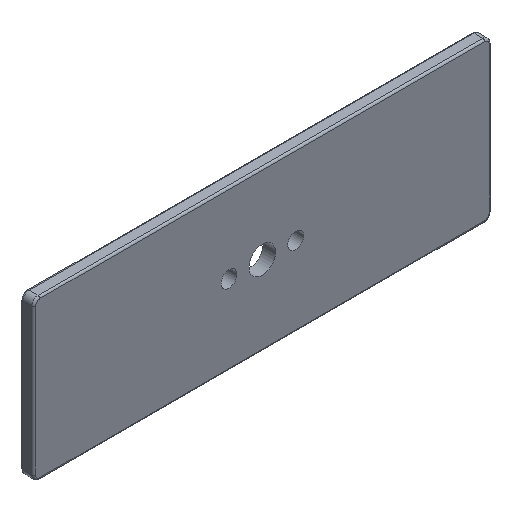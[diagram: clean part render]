
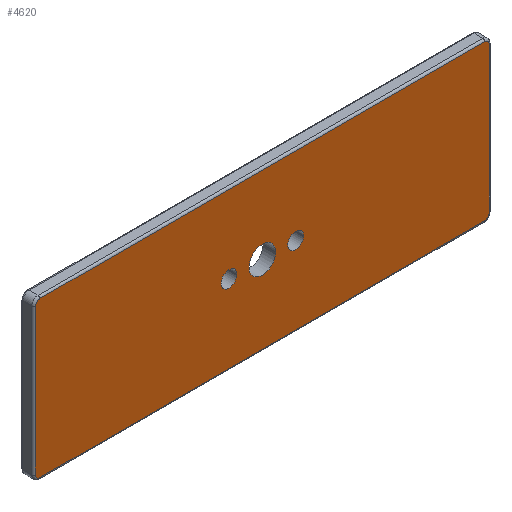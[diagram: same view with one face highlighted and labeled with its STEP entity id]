
A CAD part, isometric view. The second image highlights one B-rep face of the part: STEP entity #4620.
In plain terms, the highlighted planar face has unit normal (0, -1, 0).
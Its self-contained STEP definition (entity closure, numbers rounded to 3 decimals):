
#1310=CARTESIAN_POINT('',(6508.5,419.,270.));
#1320=VERTEX_POINT('',#1310);
#1350=CARTESIAN_POINT('',(6507.25,419.,270.));
#1360=DIRECTION('',(0.,-1.,0.));
#1370=DIRECTION('',(1.,0.,0.));
#1380=AXIS2_PLACEMENT_3D('',#1350,#1360,#1370);
#1390=CIRCLE('',#1380,1.25);
#1400=CARTESIAN_POINT('',(6506.,419.,270.));
#1410=VERTEX_POINT('',#1400);
#1420=EDGE_CURVE('',#1410,#1320,#1390,.T.);
#3470=EDGE_CURVE('',#1320,#1410,#1390,.T.);
#3530=CARTESIAN_POINT('',(6598.014,419.,273.263));
#3540=DIRECTION('',(0.,-1.,0.));
#3550=DIRECTION('',(-1.,0.,0.));
#3560=AXIS2_PLACEMENT_3D('',#3530,#3540,#3550);
#3570=PLANE('',#3560);
#3580=CARTESIAN_POINT('',(6496.75,419.,270.));
#3590=DIRECTION('',(0.,-1.,0.));
#3600=DIRECTION('',(1.,0.,0.));
#3610=AXIS2_PLACEMENT_3D('',#3580,#3590,#3600);
#3620=CIRCLE('',#3610,1.25);
#3630=CARTESIAN_POINT('',(6498.,419.,270.));
#3640=VERTEX_POINT('',#3630);
#3650=CARTESIAN_POINT('',(6495.5,419.,270.));
#3660=VERTEX_POINT('',#3650);
#3670=EDGE_CURVE('',#3640,#3660,#3620,.T.);
#3680=ORIENTED_EDGE('',*,*,#3670,.F.);
#3690=EDGE_CURVE('',#3660,#3640,#3620,.T.);
#3700=ORIENTED_EDGE('',*,*,#3690,.F.);
#3710=EDGE_LOOP('',(#3700,#3680));
#3720=FACE_BOUND('',#3710,.T.);
#3730=CARTESIAN_POINT('',(6502.,419.,270.));
#3740=DIRECTION('',(0.,1.,0.));
#3750=DIRECTION('',(1.,0.,0.));
#3760=AXIS2_PLACEMENT_3D('',#3730,#3740,#3750);
#3770=CIRCLE('',#3760,2.1);
#3780=CARTESIAN_POINT('',(6504.1,419.,270.));
#3790=VERTEX_POINT('',#3780);
#3800=CARTESIAN_POINT('',(6499.9,419.,270.));
#3810=VERTEX_POINT('',#3800);
#3820=EDGE_CURVE('',#3790,#3810,#3770,.T.);
#3830=ORIENTED_EDGE('',*,*,#3820,.T.);
#3840=EDGE_CURVE('',#3810,#3790,#3770,.T.);
#3850=ORIENTED_EDGE('',*,*,#3840,.T.);
#3860=EDGE_LOOP('',(#3850,#3830));
#3870=FACE_BOUND('',#3860,.T.);
#3880=ORIENTED_EDGE('',*,*,#3470,.F.);
#3890=ORIENTED_EDGE('',*,*,#1420,.F.);
#3900=EDGE_LOOP('',(#3890,#3880));
#3910=FACE_BOUND('',#3900,.T.);
#3920=CARTESIAN_POINT('',(6537.,419.,258.5));
#3930=DIRECTION('',(0.,1.,0.));
#3940=DIRECTION('',(1.,0.,0.));
#3950=AXIS2_PLACEMENT_3D('',#3920,#3930,#3940);
#3960=CIRCLE('',#3950,0.7);
#3970=CARTESIAN_POINT('',(6537.7,419.,258.5));
#3980=VERTEX_POINT('',#3970);
#3990=CARTESIAN_POINT('',(6537.,419.,257.8));
#4000=VERTEX_POINT('',#3990);
#4010=EDGE_CURVE('',#3980,#4000,#3960,.T.);
#4020=ORIENTED_EDGE('',*,*,#4010,.F.);
#4030=CARTESIAN_POINT('',(6598.014,419.,257.8));
#4040=DIRECTION('',(1.,0.,0.));
#4050=VECTOR('',#4040,1.);
#4060=LINE('',#4030,#4050);
#4070=CARTESIAN_POINT('',(6467.,419.,257.8));
#4080=VERTEX_POINT('',#4070);
#4090=EDGE_CURVE('',#4080,#4000,#4060,.T.);
#4100=ORIENTED_EDGE('',*,*,#4090,.T.);
#4110=CARTESIAN_POINT('',(6467.,419.,258.5));
#4120=DIRECTION('',(0.,1.,0.));
#4130=DIRECTION('',(1.,0.,0.));
#4140=AXIS2_PLACEMENT_3D('',#4110,#4120,#4130);
#4150=CIRCLE('',#4140,0.7);
#4160=CARTESIAN_POINT('',(6466.3,419.,258.5));
#4170=VERTEX_POINT('',#4160);
#4180=EDGE_CURVE('',#4080,#4170,#4150,.T.);
#4190=ORIENTED_EDGE('',*,*,#4180,.F.);
#4200=CARTESIAN_POINT('',(6466.3,419.,273.263));
#4210=DIRECTION('',(0.,0.,1.));
#4220=VECTOR('',#4210,1.);
#4230=LINE('',#4200,#4220);
#4240=CARTESIAN_POINT('',(6466.3,419.,281.5));
#4250=VERTEX_POINT('',#4240);
#4260=EDGE_CURVE('',#4170,#4250,#4230,.T.);
#4270=ORIENTED_EDGE('',*,*,#4260,.F.);
#4280=CARTESIAN_POINT('',(6467.,419.,281.5));
#4290=DIRECTION('',(0.,1.,0.));
#4300=DIRECTION('',(1.,0.,0.));
#4310=AXIS2_PLACEMENT_3D('',#4280,#4290,#4300);
#4320=CIRCLE('',#4310,0.7);
#4330=CARTESIAN_POINT('',(6467.,419.,282.2));
#4340=VERTEX_POINT('',#4330);
#4350=EDGE_CURVE('',#4250,#4340,#4320,.T.);
#4360=ORIENTED_EDGE('',*,*,#4350,.F.);
#4370=CARTESIAN_POINT('',(6598.014,419.,282.2));
#4380=DIRECTION('',(-1.,0.,0.));
#4390=VECTOR('',#4380,1.);
#4400=LINE('',#4370,#4390);
#4410=CARTESIAN_POINT('',(6537.,419.,282.2));
#4420=VERTEX_POINT('',#4410);
#4430=EDGE_CURVE('',#4420,#4340,#4400,.T.);
#4440=ORIENTED_EDGE('',*,*,#4430,.T.);
#4450=CARTESIAN_POINT('',(6537.,419.,281.5));
#4460=DIRECTION('',(0.,-1.,0.));
#4470=DIRECTION('',(-1.,0.,0.));
#4480=AXIS2_PLACEMENT_3D('',#4450,#4460,#4470);
#4490=CIRCLE('',#4480,0.7);
#4500=CARTESIAN_POINT('',(6537.7,419.,281.5));
#4510=VERTEX_POINT('',#4500);
#4520=EDGE_CURVE('',#4510,#4420,#4490,.T.);
#4530=ORIENTED_EDGE('',*,*,#4520,.T.);
#4540=CARTESIAN_POINT('',(6537.7,419.,273.263));
#4550=DIRECTION('',(0.,0.,-1.));
#4560=VECTOR('',#4550,1.);
#4570=LINE('',#4540,#4560);
#4580=EDGE_CURVE('',#4510,#3980,#4570,.T.);
#4590=ORIENTED_EDGE('',*,*,#4580,.F.);
#4600=EDGE_LOOP('',(#4590,#4530,#4440,#4360,#4270,#4190,#4100,#4020));
#4610=FACE_OUTER_BOUND('',#4600,.T.);
#4620=ADVANCED_FACE('',(#3720,#3870,#3910,#4610),#3570,.T.);
